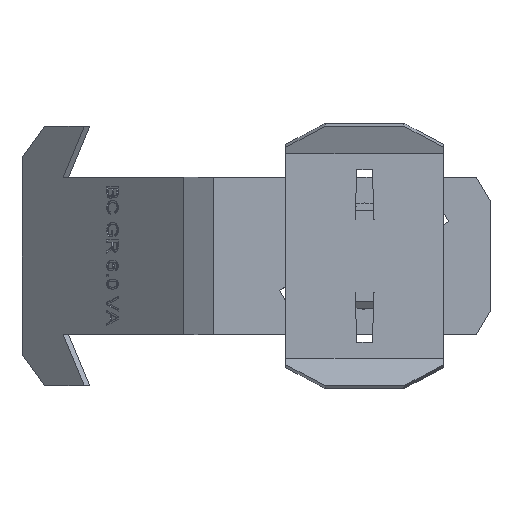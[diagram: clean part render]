
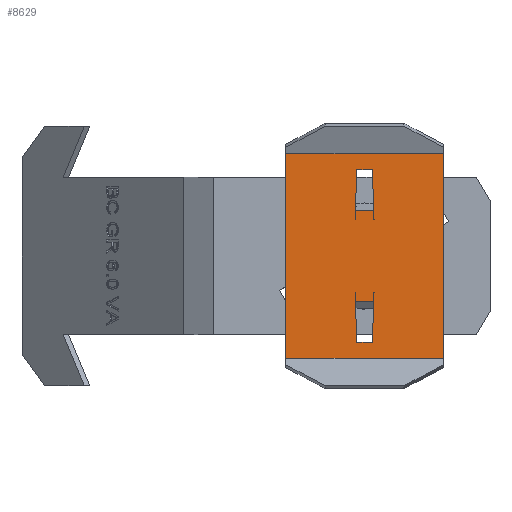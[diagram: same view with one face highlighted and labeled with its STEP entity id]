
A CAD part, top view. The second image highlights one B-rep face of the part: STEP entity #8629.
In plain terms, the highlighted planar face has unit normal (0, 0, 1).
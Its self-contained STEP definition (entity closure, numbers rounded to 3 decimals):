
#7890=DIRECTION('',(-1.,0.,0.));
#7891=VECTOR('',#7890,20.);
#7892=CARTESIAN_POINT('',(-5.944,-13.,1.));
#7893=LINE('',#7892,#7891);
#7930=DIRECTION('',(0.,-1.,0.));
#7931=VECTOR('',#7930,26.);
#7932=CARTESIAN_POINT('',(-25.944,13.,1.));
#7933=LINE('',#7932,#7931);
#7934=DIRECTION('',(0.,1.,0.));
#7935=VECTOR('',#7934,26.);
#7936=CARTESIAN_POINT('',(-5.944,-13.,1.));
#7937=LINE('',#7936,#7935);
#7938=DIRECTION('',(-1.,0.,0.));
#7939=VECTOR('',#7938,0.051);
#7940=CARTESIAN_POINT('',(-14.742,4.7,
1.));
#7941=LINE('',#7940,#7939);
#7942=DIRECTION('',(-0.034,0.999,0.));
#7943=VECTOR('',#7942,6.294);
#7944=CARTESIAN_POINT('',(-14.742,4.7,
1.));
#7945=LINE('',#7944,#7943);
#7946=DIRECTION('',(1.,0.,0.));
#7947=VECTOR('',#7946,1.97);
#7948=CARTESIAN_POINT('',(-16.93,10.99,
1.));
#7949=LINE('',#7948,#7947);
#7950=DIRECTION('',(-0.034,-0.999,0.));
#7951=VECTOR('',#7950,6.294);
#7952=CARTESIAN_POINT('',(-16.93,10.99,
1.));
#7953=LINE('',#7952,#7951);
#7954=DIRECTION('',(-1.,0.,0.));
#7955=VECTOR('',#7954,0.051);
#7956=CARTESIAN_POINT('',(-17.096,4.7,1.));
#7957=LINE('',#7956,#7955);
#7958=DIRECTION('',(-1.,0.,0.));
#7959=VECTOR('',#7958,2.294);
#7960=CARTESIAN_POINT('',(-14.797,5.75,1.));
#7961=LINE('',#7960,#7959);
#7962=DIRECTION('',(0.034,-0.999,0.));
#7963=VECTOR('',#7962,6.294);
#7964=CARTESIAN_POINT('',(-17.147,-4.7,1.));
#7965=LINE('',#7964,#7963);
#7966=DIRECTION('',(-1.,0.,0.));
#7967=VECTOR('',#7966,1.97);
#7968=CARTESIAN_POINT('',(-14.959,-10.99,1.));
#7969=LINE('',#7968,#7967);
#7970=DIRECTION('',(0.034,0.999,0.));
#7971=VECTOR('',#7970,6.294);
#7972=CARTESIAN_POINT('',(-14.959,-10.99,1.));
#7973=LINE('',#7972,#7971);
#7974=DIRECTION('',(1.,0.,0.));
#7975=VECTOR('',#7974,0.051);
#7976=CARTESIAN_POINT('',(-14.793,-4.7,1.));
#7977=LINE('',#7976,#7975);
#7978=DIRECTION('',(1.,0.,0.));
#7979=VECTOR('',#7978,2.294);
#7980=CARTESIAN_POINT('',(-17.091,-5.75,1.));
#7981=LINE('',#7980,#7979);
#7982=DIRECTION('',(1.,0.,0.));
#7983=VECTOR('',#7982,0.051);
#7984=CARTESIAN_POINT('',(-17.147,-4.7,1.));
#7985=LINE('',#7984,#7983);
#7994=DIRECTION('',(1.,0.,0.));
#7995=VECTOR('',#7994,20.);
#7996=CARTESIAN_POINT('',(-25.944,13.,1.));
#7997=LINE('',#7996,#7995);
#8034=DIRECTION('',(0.004,-1.,0.));
#8035=VECTOR('',#8034,1.05);
#8036=CARTESIAN_POINT('',(-14.797,5.75,1.));
#8037=LINE('',#8036,#8035);
#8114=DIRECTION('',(0.004,1.,0.));
#8115=VECTOR('',#8114,1.05);
#8116=CARTESIAN_POINT('',(-17.096,4.7,1.));
#8117=LINE('',#8116,#8115);
#8170=DIRECTION('',(-0.004,-1.,0.));
#8171=VECTOR('',#8170,1.05);
#8172=CARTESIAN_POINT('',(-14.793,-4.7,1.));
#8173=LINE('',#8172,#8171);
#8258=DIRECTION('',(-0.004,1.,0.));
#8259=VECTOR('',#8258,1.05);
#8260=CARTESIAN_POINT('',(-17.091,-5.75,1.));
#8261=LINE('',#8260,#8259);
#8310=CARTESIAN_POINT('',(-25.944,13.,1.));
#8311=CARTESIAN_POINT('',(-25.944,-13.,1.));
#8312=VERTEX_POINT('',#8310);
#8313=VERTEX_POINT('',#8311);
#8326=CARTESIAN_POINT('',(-5.944,-13.,1.));
#8327=CARTESIAN_POINT('',(-5.944,13.,1.));
#8328=VERTEX_POINT('',#8326);
#8329=VERTEX_POINT('',#8327);
#8346=CARTESIAN_POINT('',(-17.096,4.7,1.));
#8347=VERTEX_POINT('',#8346);
#8348=CARTESIAN_POINT('',(-17.147,4.7,1.));
#8349=VERTEX_POINT('',#8348);
#8350=CARTESIAN_POINT('',(-14.793,4.7,1.));
#8351=VERTEX_POINT('',#8350);
#8352=CARTESIAN_POINT('',(-14.742,4.7,
1.));
#8353=VERTEX_POINT('',#8352);
#8354=CARTESIAN_POINT('',(-14.959,10.99,1.));
#8355=VERTEX_POINT('',#8354);
#8356=CARTESIAN_POINT('',(-16.93,10.99,
1.));
#8357=VERTEX_POINT('',#8356);
#8358=CARTESIAN_POINT('',(-14.797,5.75,1.));
#8359=CARTESIAN_POINT('',(-17.091,5.75,1.));
#8360=VERTEX_POINT('',#8358);
#8361=VERTEX_POINT('',#8359);
#8378=CARTESIAN_POINT('',(-17.147,-4.7,1.));
#8379=CARTESIAN_POINT('',(-17.096,-4.7,1.));
#8380=VERTEX_POINT('',#8378);
#8381=VERTEX_POINT('',#8379);
#8382=CARTESIAN_POINT('',(-14.742,-4.7,1.));
#8383=VERTEX_POINT('',#8382);
#8384=CARTESIAN_POINT('',(-14.793,-4.7,1.));
#8385=VERTEX_POINT('',#8384);
#8386=CARTESIAN_POINT('',(-16.93,-10.99,
1.));
#8387=VERTEX_POINT('',#8386);
#8388=CARTESIAN_POINT('',(-14.959,-10.99,1.));
#8389=VERTEX_POINT('',#8388);
#8394=CARTESIAN_POINT('',(-17.091,-5.75,1.));
#8395=CARTESIAN_POINT('',(-14.797,-5.75,1.));
#8396=VERTEX_POINT('',#8394);
#8397=VERTEX_POINT('',#8395);
#8581=CARTESIAN_POINT('',(-27.946,-15.601,1.));
#8582=DIRECTION('',(0.,0.,1.));
#8583=DIRECTION('',(1.,0.,0.));
#8584=AXIS2_PLACEMENT_3D('',#8581,#8582,#8583);
#8585=PLANE('',#8584);
#8586=ORIENTED_EDGE('',*,*,#8526,.T.);
#8587=ORIENTED_EDGE('',*,*,#8476,.F.);
#8589=ORIENTED_EDGE('',*,*,#8588,.T.);
#8590=ORIENTED_EDGE('',*,*,#8567,.F.);
#8591=EDGE_LOOP('',(#8586,#8587,#8589,#8590));
#8592=FACE_OUTER_BOUND('',#8591,.F.);
#8594=ORIENTED_EDGE('',*,*,#8593,.F.);
#8596=ORIENTED_EDGE('',*,*,#8595,.T.);
#8598=ORIENTED_EDGE('',*,*,#8597,.F.);
#8600=ORIENTED_EDGE('',*,*,#8599,.T.);
#8602=ORIENTED_EDGE('',*,*,#8601,.F.);
#8604=ORIENTED_EDGE('',*,*,#8603,.T.);
#8606=ORIENTED_EDGE('',*,*,#8605,.F.);
#8608=ORIENTED_EDGE('',*,*,#8607,.T.);
#8609=EDGE_LOOP('',(#8594,#8596,#8598,#8600,#8602,#8604,#8606,#8608));
#8610=FACE_BOUND('',#8609,.F.);
#8612=ORIENTED_EDGE('',*,*,#8611,.T.);
#8614=ORIENTED_EDGE('',*,*,#8613,.F.);
#8616=ORIENTED_EDGE('',*,*,#8615,.T.);
#8618=ORIENTED_EDGE('',*,*,#8617,.F.);
#8620=ORIENTED_EDGE('',*,*,#8619,.T.);
#8622=ORIENTED_EDGE('',*,*,#8621,.F.);
#8624=ORIENTED_EDGE('',*,*,#8623,.T.);
#8626=ORIENTED_EDGE('',*,*,#8625,.F.);
#8627=EDGE_LOOP('',(#8612,#8614,#8616,#8618,#8620,#8622,#8624,#8626));
#8628=FACE_BOUND('',#8627,.F.);
#8629=ADVANCED_FACE('',(#8592,#8610,#8628),#8585,.T.);
#8476=EDGE_CURVE('',#8312,#8313,#7933,.T.);
#8526=EDGE_CURVE('',#8328,#8313,#7893,.T.);
#8567=EDGE_CURVE('',#8328,#8329,#7937,.T.);
#8588=EDGE_CURVE('',#8312,#8329,#7997,.T.);
#8593=EDGE_CURVE('',#8353,#8351,#7941,.T.);
#8595=EDGE_CURVE('',#8353,#8355,#7945,.T.);
#8597=EDGE_CURVE('',#8357,#8355,#7949,.T.);
#8599=EDGE_CURVE('',#8357,#8349,#7953,.T.);
#8601=EDGE_CURVE('',#8347,#8349,#7957,.T.);
#8603=EDGE_CURVE('',#8347,#8361,#8117,.T.);
#8605=EDGE_CURVE('',#8360,#8361,#7961,.T.);
#8607=EDGE_CURVE('',#8360,#8351,#8037,.T.);
#8611=EDGE_CURVE('',#8380,#8387,#7965,.T.);
#8613=EDGE_CURVE('',#8389,#8387,#7969,.T.);
#8615=EDGE_CURVE('',#8389,#8383,#7973,.T.);
#8617=EDGE_CURVE('',#8385,#8383,#7977,.T.);
#8619=EDGE_CURVE('',#8385,#8397,#8173,.T.);
#8621=EDGE_CURVE('',#8396,#8397,#7981,.T.);
#8623=EDGE_CURVE('',#8396,#8381,#8261,.T.);
#8625=EDGE_CURVE('',#8380,#8381,#7985,.T.);
